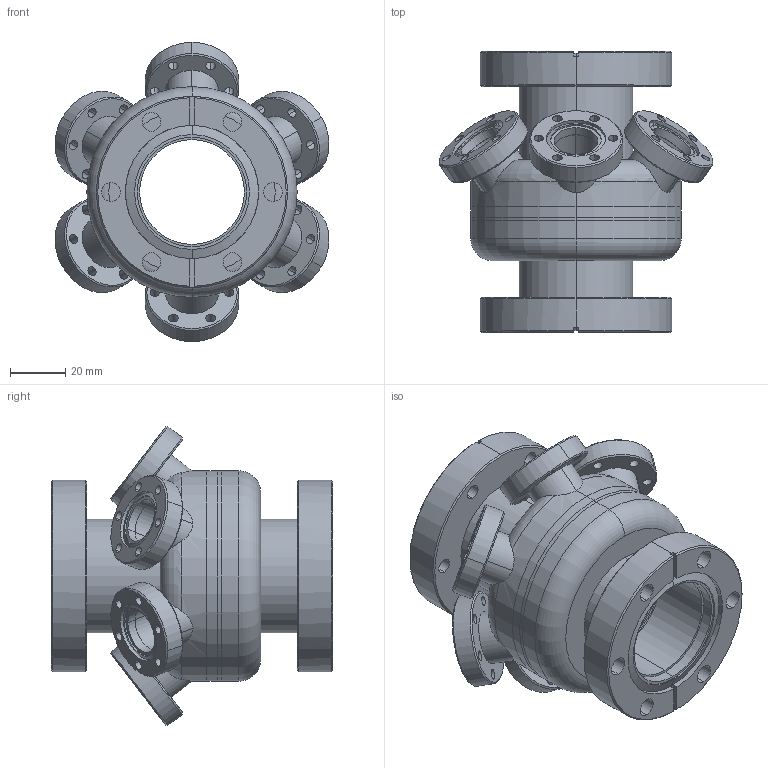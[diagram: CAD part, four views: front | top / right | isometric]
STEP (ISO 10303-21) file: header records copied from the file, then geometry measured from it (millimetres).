
FILE_DESCRIPTION (( 'STEP AP214' ), '1' );
FILE_NAME ('MCMULTI2-6-60, 10006106.STEP', '2018-03-14T19:43:29', ( 'jvatsvog' ), ( 'Microsoft' ), 'SwSTEP 2.0', 'SolidWorks 2017', '' );
FILE_SCHEMA (( 'AUTOMOTIVE_DESIGN' ));
Length unit declared in the file: inch
Products named in the file (1): MCMULTI2-6-60, 10006106
Bounding box: 99.31 x 101.85 x 108.4 mm (x, y, z)
Surface area: 78662.1 mm2 (no closed solid volume)
Topology: 0 solids, 25 shells, 322 faces, 896 edges, 600 vertices
Faces by surface type: cylinder 216, cone 48, plane 48, torus 10
Entity records: 16211 total; most frequent: CARTESIAN_POINT 3453, DIRECTION 1902, ORIENTED_EDGE 1618, EDGE_CURVE 896, AXIS2_PLACEMENT_3D 805, VERTEX_POINT 600, CIRCLE 482, EDGE_LOOP 450
